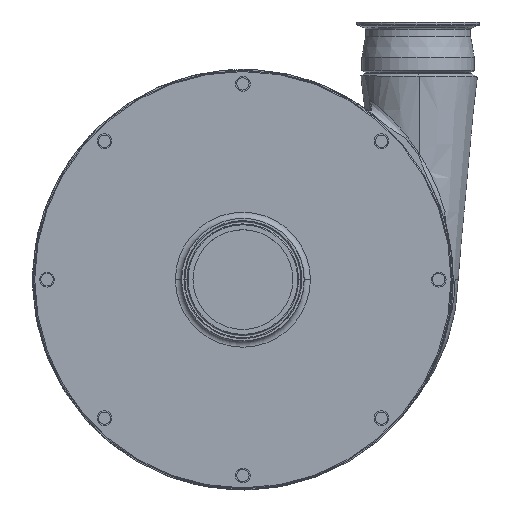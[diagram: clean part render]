
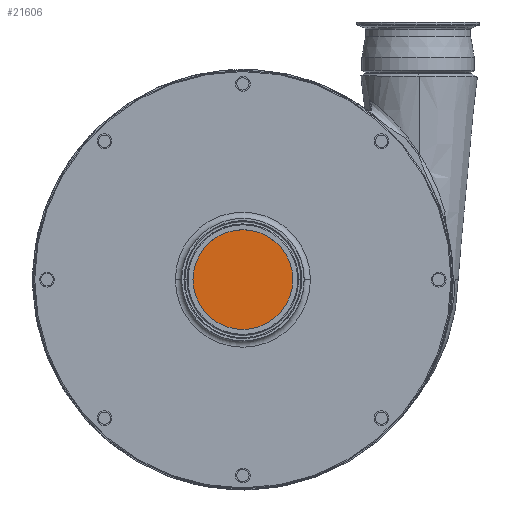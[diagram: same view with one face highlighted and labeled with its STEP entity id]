
A CAD part, top view. The second image highlights one B-rep face of the part: STEP entity #21606.
In plain terms, the highlighted planar face has unit normal (0, 0, 1).
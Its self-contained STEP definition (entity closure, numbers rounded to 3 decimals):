
#646 = CARTESIAN_POINT ( 'NONE',  ( 0., 0., 81. ) ) ;
#1226 = CARTESIAN_POINT ( 'NONE',  ( 0., 0., 81. ) ) ;
#2800 = DIRECTION ( 'NONE',  ( 1., 0., 0. ) ) ;
#2909 = DIRECTION ( 'NONE',  ( 0., 0., 1. ) ) ;
#4657 = CARTESIAN_POINT ( 'NONE',  ( 0., 0., 81. ) ) ;
#5928 = VERTEX_POINT ( 'NONE', #9434 ) ;
#6564 = EDGE_CURVE ( 'NONE', #5928, #18585, #11389, .T. ) ;
#8246 = PLANE ( 'NONE',  #18859 ) ;
#8607 = DIRECTION ( 'NONE',  ( 1., 0., 0. ) ) ;
#9434 = CARTESIAN_POINT ( 'NONE',  ( 60.957, 0., 81. ) ) ;
#10125 = DIRECTION ( 'NONE',  ( 1., 0., 0. ) ) ;
#11389 = CIRCLE ( 'NONE', #19009, 60.957 ) ;
#12443 = AXIS2_PLACEMENT_3D ( 'NONE', #4657, #17404, #10125 ) ;
#16186 = EDGE_LOOP ( 'NONE', ( #17343, #23355 ) ) ;
#16812 = CARTESIAN_POINT ( 'NONE',  ( -60.957, 0., 81. ) ) ;
#17343 = ORIENTED_EDGE ( 'NONE', *, *, #17563, .F. ) ;
#17404 = DIRECTION ( 'NONE',  ( 0., 0., -1. ) ) ;
#17563 = EDGE_CURVE ( 'NONE', #18585, #5928, #20836, .T. ) ;
#18585 = VERTEX_POINT ( 'NONE', #16812 ) ;
#18859 = AXIS2_PLACEMENT_3D ( 'NONE', #1226, #2909, #8607 ) ;
#19009 = AXIS2_PLACEMENT_3D ( 'NONE', #646, #19135, #2800 ) ;
#19135 = DIRECTION ( 'NONE',  ( 0., 0., -1. ) ) ;
#19248 = FACE_OUTER_BOUND ( 'NONE', #16186, .T. ) ;
#20836 = CIRCLE ( 'NONE', #12443, 60.957 ) ;
#21606 = ADVANCED_FACE ( 'NONE', ( #19248 ), #8246, .T. ) ;
#23355 = ORIENTED_EDGE ( 'NONE', *, *, #6564, .F. ) ;
